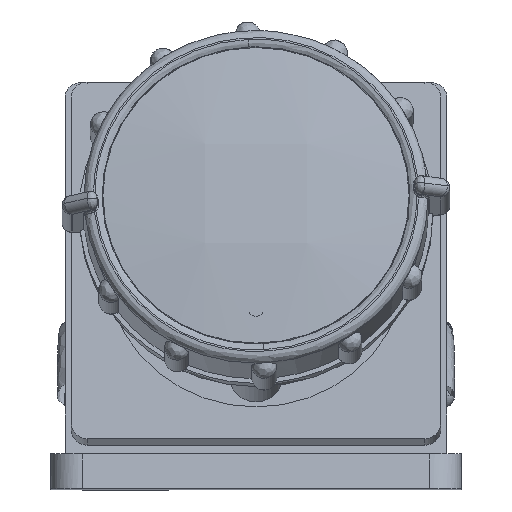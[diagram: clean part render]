
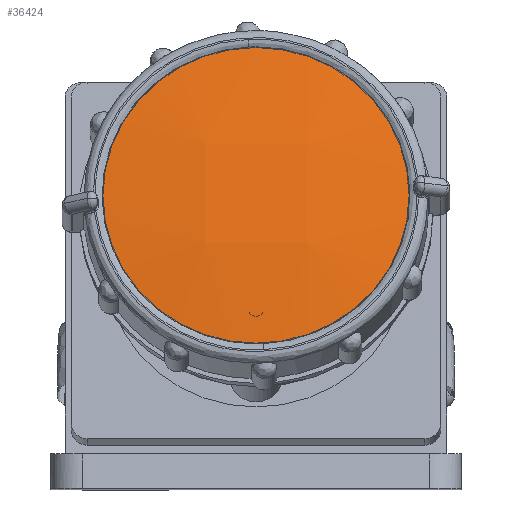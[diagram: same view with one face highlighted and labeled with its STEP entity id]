
A CAD part, top view. The second image highlights one B-rep face of the part: STEP entity #36424.
In plain terms, the highlighted free-form (B-spline) face has degree [3, 3] with [4, 4] control points.
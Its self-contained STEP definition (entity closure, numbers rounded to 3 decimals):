
#1037 = CARTESIAN_POINT ( 'NONE',  ( -16.734, 110.279, 41.211 ) ) ;
#1798 = ORIENTED_EDGE ( 'NONE', *, *, #3033, .T. ) ;
#3033 = EDGE_CURVE ( 'NONE', #16308, #21095, #43660, .T. ) ;
#3883 = CIRCLE ( 'NONE', #34837, 48.5 ) ;
#4612 = CARTESIAN_POINT ( 'NONE',  ( -48.829, 139.432, 23.349 ) ) ;
#4848 = CARTESIAN_POINT ( 'NONE',  ( 16.204, 140.683, 28.017 ) ) ;
#6177 = DIRECTION ( 'NONE',  ( 0., 0.259, 0.966 ) ) ;
#7852 = CARTESIAN_POINT ( 'NONE',  ( 48.5, 92.827, 39.696 ) ) ;
#8401 = CARTESIAN_POINT ( 'NONE',  ( -16.49, 45.329, 53.52 ) ) ;
#8867 = FACE_OUTER_BOUND ( 'NONE', #12625, .T. ) ;
#9094 = CARTESIAN_POINT ( 'NONE',  ( 48.546, 139.443, 23.39 ) ) ;
#10170 = DIRECTION ( 'NONE',  ( 1., 0., 0. ) ) ;
#12625 = EDGE_LOOP ( 'NONE', ( #44612, #1798 ) ) ;
#12637 = CARTESIAN_POINT ( 'NONE',  ( 16.202, 45.333, 53.533 ) ) ;
#15744 = CARTESIAN_POINT ( 'NONE',  ( -49.546, 76.998, 45.057 ) ) ;
#16224 = CARTESIAN_POINT ( 'NONE',  ( 49.259, 77.009, 45.098 ) ) ;
#16308 = VERTEX_POINT ( 'NONE', #39730 ) ;
#19579 =( BOUNDED_SURFACE ( )  B_SPLINE_SURFACE ( 3, 3, ( 
 ( #37953, #12637, #8401, #37716 ),
 ( #16224, #41464, #41009, #15744 ),
 ( #33917, #37241, #1037, #23063 ),
 ( #9094, #4848, #40547, #4612 ) ),
 .UNSPECIFIED., .F., .F., .T. ) 
 B_SPLINE_SURFACE_WITH_KNOTS ( ( 4, 4 ),
 ( 4, 4 ),
 ( 0., 1. ),
 ( 0., 1. ),
 .UNSPECIFIED. ) 
 GEOMETRIC_REPRESENTATION_ITEM ( )  RATIONAL_B_SPLINE_SURFACE ( (
 ( 1., 0.993, 0.993, 1.),
 ( 0.993, 0.986, 0.986, 0.993),
 ( 0.993, 0.986, 0.986, 0.993),
 ( 1., 0.993, 0.993, 1.) ) ) 
 REPRESENTATION_ITEM ( '' )  SURFACE ( )  );
#21095 = VERTEX_POINT ( 'NONE', #7852 ) ;
#23063 = CARTESIAN_POINT ( 'NONE',  ( -49.547, 109.014, 36.489 ) ) ;
#26029 = EDGE_CURVE ( 'NONE', #21095, #16308, #3883, .T. ) ;
#27849 = DIRECTION ( 'NONE',  ( 1., 0., 0. ) ) ;
#28135 = CARTESIAN_POINT ( 'NONE',  ( 0., 92.827, 39.696 ) ) ;
#31387 = CARTESIAN_POINT ( 'NONE',  ( 0., 92.827, 39.696 ) ) ;
#33917 = CARTESIAN_POINT ( 'NONE',  ( 49.26, 109.025, 36.53 ) ) ;
#34626 = AXIS2_PLACEMENT_3D ( 'NONE', #28135, #6177, #10170 ) ;
#34837 = AXIS2_PLACEMENT_3D ( 'NONE', #31387, #45775, #27849 ) ;
#36424 = ADVANCED_FACE ( 'NONE', ( #8867 ), #19579, .T. ) ;
#37241 = CARTESIAN_POINT ( 'NONE',  ( 16.442, 110.283, 41.225 ) ) ;
#37716 = CARTESIAN_POINT ( 'NONE',  ( -48.825, 44.082, 48.866 ) ) ;
#37953 = CARTESIAN_POINT ( 'NONE',  ( 48.542, 44.093, 48.907 ) ) ;
#39730 = CARTESIAN_POINT ( 'NONE',  ( -48.5, 92.827, 39.696 ) ) ;
#40547 = CARTESIAN_POINT ( 'NONE',  ( -16.491, 140.679, 28.003 ) ) ;
#41009 = CARTESIAN_POINT ( 'NONE',  ( -16.733, 78.263, 49.779 ) ) ;
#41464 = CARTESIAN_POINT ( 'NONE',  ( 16.442, 78.267, 49.793 ) ) ;
#43660 = CIRCLE ( 'NONE', #34626, 48.5 ) ;
#44612 = ORIENTED_EDGE ( 'NONE', *, *, #26029, .T. ) ;
#45775 = DIRECTION ( 'NONE',  ( 0., 0.259, 0.966 ) ) ;
